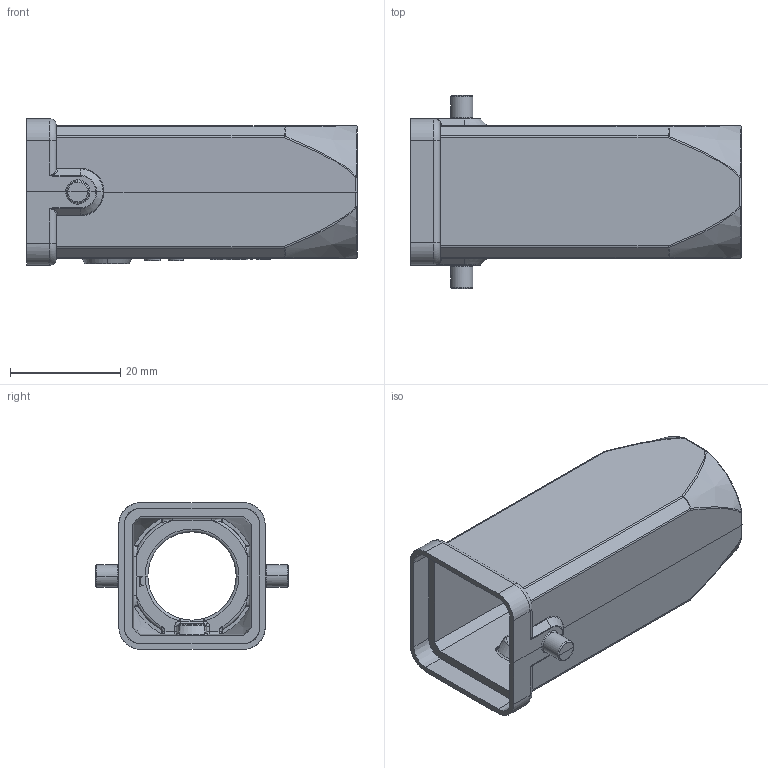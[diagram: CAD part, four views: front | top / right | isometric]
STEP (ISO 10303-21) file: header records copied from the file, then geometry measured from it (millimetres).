
FILE_DESCRIPTION((''),'2;1');
FILE_NAME('3D_1180034101008_H3A_P-TE-2B-PG','2024-01-11T',('yp.zhu'),(''),'PRO/ENGINEER BY PARAMETRIC TECHNOLOGY CORPORATION, 2012480','PRO/ENGINEER BY PARAMETRIC TECHNOLOGY CORPORATION, 2012480','');
FILE_SCHEMA(('CONFIG_CONTROL_DESIGN'));
Length unit declared in the file: millimetre
Products named in the file (1): 3D_1180034101008_H3A_P-TE-2B-PG
Bounding box: 60 x 35 x 26.6 mm (x, y, z)
Volume: 9695.7 mm3; surface area: 11626.9 mm2
Topology: 1 solids, 1 shells, 352 faces, 888 edges, 534 vertices
Faces by surface type: plane 129, cylinder 69, bspline 69, torus 31, cone 26, extrusion 16, sphere 12
Entity records: 15738 total; most frequent: CARTESIAN_POINT 8026, ORIENTED_EDGE 1744, DIRECTION 1327, EDGE_CURVE 872, VERTEX_POINT 534, AXIS2_PLACEMENT_3D 446, VECTOR 435, LINE 419
